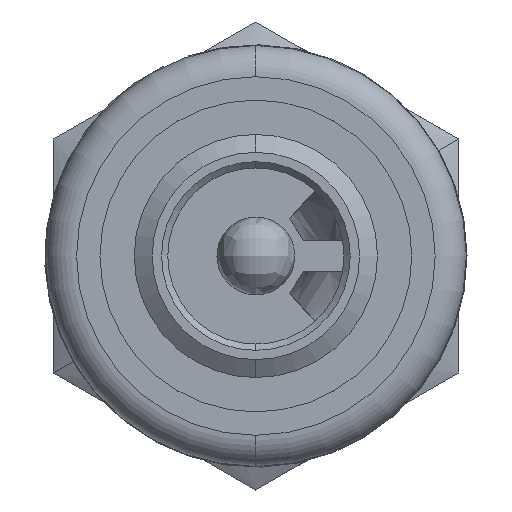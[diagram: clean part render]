
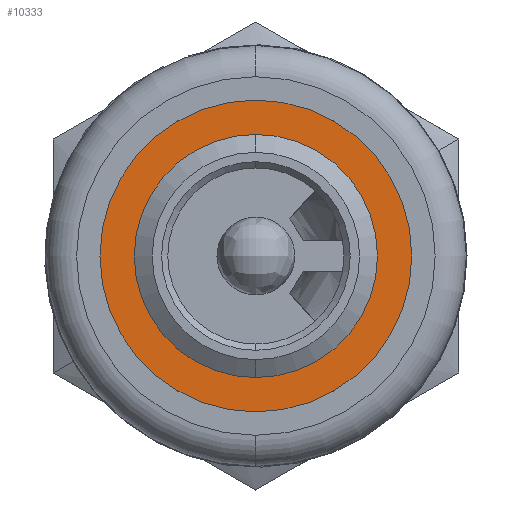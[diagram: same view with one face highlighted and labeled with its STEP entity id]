
A CAD part, left-side view. The second image highlights one B-rep face of the part: STEP entity #10333.
In plain terms, the highlighted planar face has unit normal (-1, 0, 0).
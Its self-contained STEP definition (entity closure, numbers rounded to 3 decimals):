
#301 = CARTESIAN_POINT ( 'NONE',  ( 6.5, 0., 0. ) ) ;
#3179 = AXIS2_PLACEMENT_3D ( 'NONE', #44313, #3778, #34745 ) ;
#3778 = DIRECTION ( 'NONE',  ( 1., 0., 0. ) ) ;
#4084 = VERTEX_POINT ( 'NONE', #20962 ) ;
#5173 = EDGE_CURVE ( 'NONE', #4084, #23747, #18105, .T. ) ;
#5378 = CIRCLE ( 'NONE', #31656, 3.325 ) ;
#6636 = CARTESIAN_POINT ( 'NONE',  ( 6.5, 0., 5. ) ) ;
#8624 = DIRECTION ( 'NONE',  ( 1., 0., 0. ) ) ;
#9439 = DIRECTION ( 'NONE',  ( -1., 0., 0. ) ) ;
#10333 = ADVANCED_FACE ( 'NONE', ( #29609, #35205 ), #45414, .T. ) ;
#11177 = EDGE_LOOP ( 'NONE', ( #51411, #12686 ) ) ;
#12669 = VERTEX_POINT ( 'NONE', #28471 ) ;
#12686 = ORIENTED_EDGE ( 'NONE', *, *, #33067, .T. ) ;
#13130 = DIRECTION ( 'NONE',  ( 0., 0., 1. ) ) ;
#13310 = AXIS2_PLACEMENT_3D ( 'NONE', #40940, #9439, #18637 ) ;
#18105 = CIRCLE ( 'NONE', #42812, 5. ) ;
#18637 = DIRECTION ( 'NONE',  ( 0., 0., 1. ) ) ;
#20320 = EDGE_LOOP ( 'NONE', ( #46387, #44334 ) ) ;
#20962 = CARTESIAN_POINT ( 'NONE',  ( 6.5, 0., -5. ) ) ;
#21178 = CARTESIAN_POINT ( 'NONE',  ( 6.5, 0., -3.325 ) ) ;
#21716 = EDGE_CURVE ( 'NONE', #23747, #4084, #40923, .T. ) ;
#23747 = VERTEX_POINT ( 'NONE', #6636 ) ;
#28471 = CARTESIAN_POINT ( 'NONE',  ( 6.5, 0., 3.325 ) ) ;
#29166 = CARTESIAN_POINT ( 'NONE',  ( 6.5, 0., 0. ) ) ;
#29609 = FACE_BOUND ( 'NONE', #11177, .T. ) ;
#31630 = DIRECTION ( 'NONE',  ( 0., 0., 1. ) ) ;
#31656 = AXIS2_PLACEMENT_3D ( 'NONE', #44259, #8624, #13130 ) ;
#33067 = EDGE_CURVE ( 'NONE', #43462, #12669, #51003, .T. ) ;
#34745 = DIRECTION ( 'NONE',  ( 0., 0., 1. ) ) ;
#35034 = EDGE_CURVE ( 'NONE', #12669, #43462, #5378, .T. ) ;
#35205 = FACE_OUTER_BOUND ( 'NONE', #20320, .T. ) ;
#38734 = DIRECTION ( 'NONE',  ( 0., 0., 1. ) ) ;
#40923 = CIRCLE ( 'NONE', #3179, 5. ) ;
#40940 = CARTESIAN_POINT ( 'NONE',  ( 6.5, 0., 0. ) ) ;
#42812 = AXIS2_PLACEMENT_3D ( 'NONE', #301, #49227, #31630 ) ;
#43462 = VERTEX_POINT ( 'NONE', #21178 ) ;
#44259 = CARTESIAN_POINT ( 'NONE',  ( 6.5, 0., 0. ) ) ;
#44313 = CARTESIAN_POINT ( 'NONE',  ( 6.5, 0., 0. ) ) ;
#44334 = ORIENTED_EDGE ( 'NONE', *, *, #5173, .F. ) ;
#45414 = PLANE ( 'NONE',  #13310 ) ;
#46387 = ORIENTED_EDGE ( 'NONE', *, *, #21716, .F. ) ;
#49227 = DIRECTION ( 'NONE',  ( 1., 0., 0. ) ) ;
#51003 = CIRCLE ( 'NONE', #53325, 3.325 ) ;
#51411 = ORIENTED_EDGE ( 'NONE', *, *, #35034, .T. ) ;
#52209 = DIRECTION ( 'NONE',  ( 1., 0., 0. ) ) ;
#53325 = AXIS2_PLACEMENT_3D ( 'NONE', #29166, #52209, #38734 ) ;
